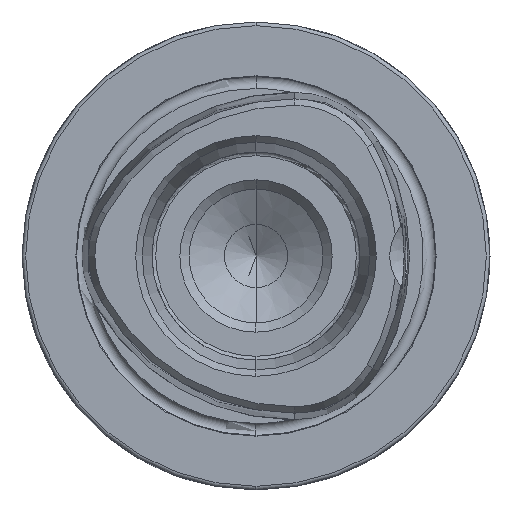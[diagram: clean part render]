
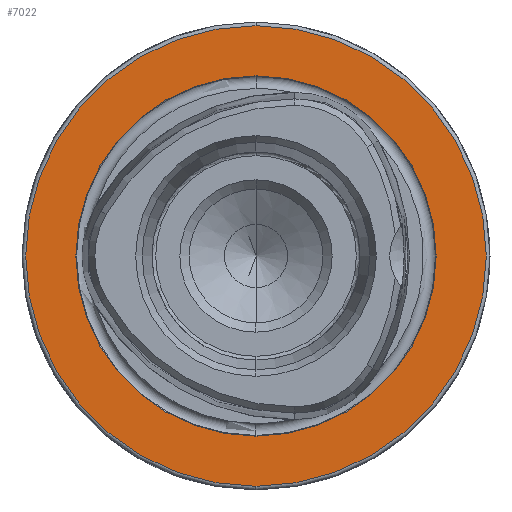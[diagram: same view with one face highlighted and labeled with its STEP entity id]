
A CAD part, left-side view. The second image highlights one B-rep face of the part: STEP entity #7022.
In plain terms, the highlighted planar face has unit normal (-1, 0, 0).
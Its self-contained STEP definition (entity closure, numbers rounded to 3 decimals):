
#22 = AXIS2_PLACEMENT_3D ( 'NONE', #1848, #1849, #1850 ) ;
#23 = AXIS2_PLACEMENT_3D ( 'NONE', #1852, #1853, #1854 ) ;
#205 = AXIS2_PLACEMENT_3D ( 'NONE', #5003, #5004, #5005 ) ;
#208 = AXIS2_PLACEMENT_3D ( 'NONE', #5012, #5013, #5014 ) ;
#825 = CIRCLE ( 'NONE', #23, 24.25 ) ;
#829 = CIRCLE ( 'NONE', #22, 31. ) ;
#1848 = CARTESIAN_POINT ( 'NONE',  ( 0., 0., 0. ) ) ;
#1849 = DIRECTION ( 'NONE',  ( -1., 0., 0. ) ) ;
#1850 = DIRECTION ( 'NONE',  ( 0., 0., 1. ) ) ;
#1852 = CARTESIAN_POINT ( 'NONE',  ( 0., 0., 0. ) ) ;
#1853 = DIRECTION ( 'NONE',  ( -1., 0., 0. ) ) ;
#1854 = DIRECTION ( 'NONE',  ( 0., 0., 1. ) ) ;
#4027 = CARTESIAN_POINT ( 'NONE',  ( 0., 0., -24.25 ) ) ;
#4029 = CARTESIAN_POINT ( 'NONE',  ( 0., 0., 24.25 ) ) ;
#4031 = CARTESIAN_POINT ( 'NONE',  ( 0., 0., 31. ) ) ;
#4032 = CARTESIAN_POINT ( 'NONE',  ( 0., 0., -31. ) ) ;
#4662 = CIRCLE ( 'NONE', #205, 24.25 ) ;
#4674 = CIRCLE ( 'NONE', #208, 31. ) ;
#5003 = CARTESIAN_POINT ( 'NONE',  ( 0., 0., 0. ) ) ;
#5004 = DIRECTION ( 'NONE',  ( -1., 0., 0. ) ) ;
#5005 = DIRECTION ( 'NONE',  ( 0., 0., 1. ) ) ;
#5012 = CARTESIAN_POINT ( 'NONE',  ( 0., 0., 0. ) ) ;
#5013 = DIRECTION ( 'NONE',  ( -1., 0., 0. ) ) ;
#5014 = DIRECTION ( 'NONE',  ( 0., 0., 1. ) ) ;
#7022 = ADVANCED_FACE ( 'NONE', ( #10858, #10856 ), #11734, .F. ) ;
#7563 = EDGE_CURVE ( 'NONE', #8691, #8690, #829, .T. ) ;
#7564 = EDGE_CURVE ( 'NONE', #8688, #8686, #825, .T. ) ;
#8686 = VERTEX_POINT ( 'NONE', #4027 ) ;
#8688 = VERTEX_POINT ( 'NONE', #4029 ) ;
#8690 = VERTEX_POINT ( 'NONE', #4031 ) ;
#8691 = VERTEX_POINT ( 'NONE', #4032 ) ;
#8876 = EDGE_CURVE ( 'NONE', #8686, #8688, #4662, .T. ) ;
#8880 = EDGE_CURVE ( 'NONE', #8690, #8691, #4674, .T. ) ;
#9571 = EDGE_LOOP ( 'NONE', ( #9871, #9872 ) ) ;
#9576 = EDGE_LOOP ( 'NONE', ( #9869, #9870 ) ) ;
#9869 = ORIENTED_EDGE ( 'NONE', *, *, #7564, .F. ) ;
#9870 = ORIENTED_EDGE ( 'NONE', *, *, #8876, .F. ) ;
#9871 = ORIENTED_EDGE ( 'NONE', *, *, #8880, .T. ) ;
#9872 = ORIENTED_EDGE ( 'NONE', *, *, #7563, .T. ) ;
#10856 = FACE_OUTER_BOUND ( 'NONE', #9571, .T. ) ;
#10858 = FACE_BOUND ( 'NONE', #9576, .T. ) ;
#10990 = AXIS2_PLACEMENT_3D ( 'NONE', #11726, #11736, #11737 ) ;
#11726 = CARTESIAN_POINT ( 'NONE',  ( 0., 24.25, 0. ) ) ;
#11734 = PLANE ( 'NONE',  #10990 ) ;
#11736 = DIRECTION ( 'NONE',  ( 1., 0., 0. ) ) ;
#11737 = DIRECTION ( 'NONE',  ( 0., 0., -1. ) ) ;
